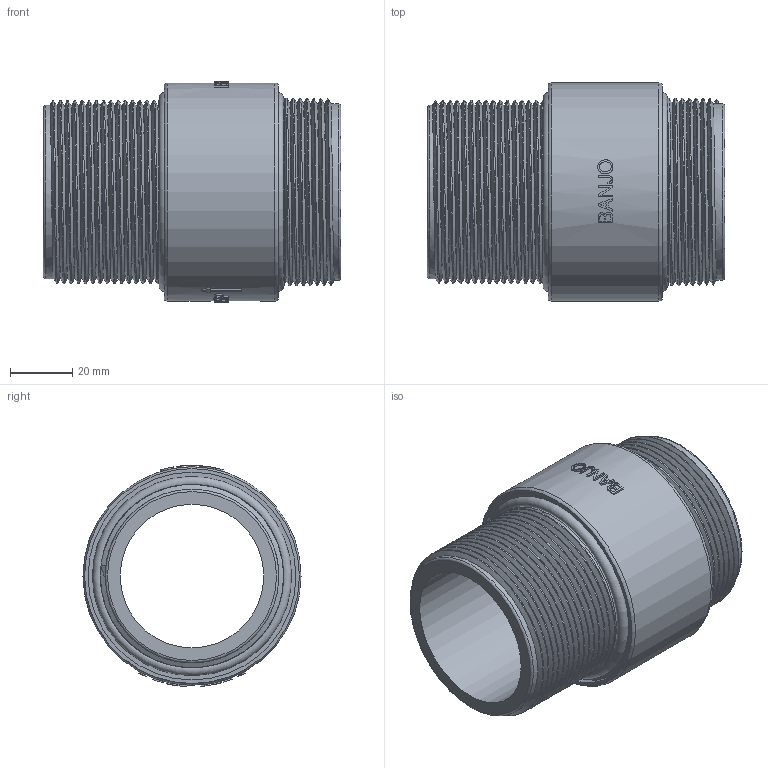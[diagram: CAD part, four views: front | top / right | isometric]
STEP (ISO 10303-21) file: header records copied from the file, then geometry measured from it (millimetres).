
FILE_DESCRIPTION((''),'2;1');
FILE_NAME('NIP2101.stp','2013-05-16T14:40:41',('mclevenger'),(''),'Autodesk Inventor 2013','Autodesk Inventor 2013','');
FILE_SCHEMA(('AUTOMOTIVE_DESIGN { 1 0 10303 214 1 1 1 1 }'));
Length unit declared in the file: inch
Products named in the file (4): NIP2101; NIP2100; NIP2100X; MBP200G1
Assembly tree (4 placements, depth 3):
  NIP2101
    NIP2100
      NIP2100X
    MBP200G1  x2
Bounding box: 95.25 x 69.85 x 70.83 mm (x, y, z)
Volume: 135851.1 mm3; surface area: 48814.4 mm2
Topology: 3 solids, 3 shells, 269 faces, 718 edges, 476 vertices
Faces by surface type: plane 108, bspline 85, cylinder 62, cone 8, torus 6
Full cylindrical faces by diameter (mm): 45.974 x1, 55.626 x15, 58.674 x14, 59.944 x5, 66.548 x1, 67.818 x1, 69.85 x1
Entity records: 13279 total; most frequent: CARTESIAN_POINT 8069, ORIENTED_EDGE 1158, DIRECTION 842, EDGE_CURVE 579, VERTEX_POINT 391, AXIS2_PLACEMENT_3D 298, EDGE_LOOP 266, VECTOR 246
